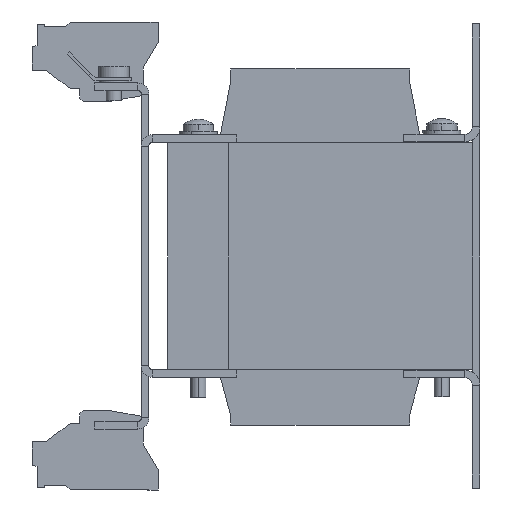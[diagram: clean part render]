
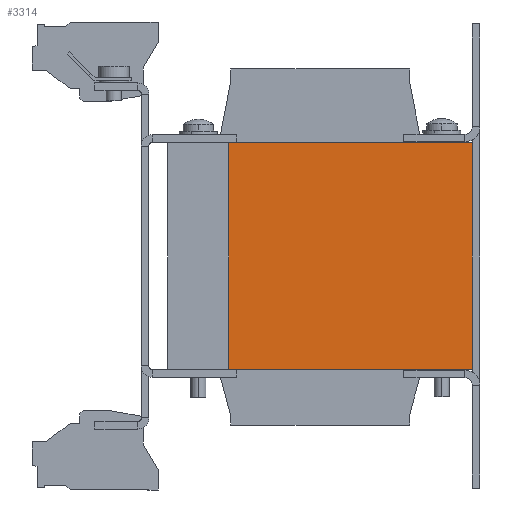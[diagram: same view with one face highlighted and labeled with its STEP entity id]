
A CAD part, left-side view. The second image highlights one B-rep face of the part: STEP entity #3314.
In plain terms, the highlighted planar face has unit normal (-1, 0, 0).
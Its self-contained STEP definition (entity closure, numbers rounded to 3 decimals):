
#140 = AXIS2_PLACEMENT_3D ( 'NONE', #761, #727, #7029 ) ;
#151 = EDGE_CURVE ( 'NONE', #4269, #2643, #2786, .T. ) ;
#279 = CARTESIAN_POINT ( 'NONE',  ( -48., 24., 29.75 ) ) ;
#352 = CARTESIAN_POINT ( 'NONE',  ( -48., -40., -29.75 ) ) ;
#378 = VECTOR ( 'NONE', #6492, 1000. ) ;
#493 = ORIENTED_EDGE ( 'NONE', *, *, #1570, .T. ) ;
#727 = DIRECTION ( 'NONE',  ( 1., 0., 0. ) ) ;
#761 = CARTESIAN_POINT ( 'NONE',  ( -48., 0., 29.75 ) ) ;
#1560 = VECTOR ( 'NONE', #3028, 1000. ) ;
#1570 = EDGE_CURVE ( 'NONE', #10408, #8006, #5143, .T. ) ;
#1711 = CARTESIAN_POINT ( 'NONE',  ( -48., 0., -29.75 ) ) ;
#2205 = VECTOR ( 'NONE', #8008, 1000. ) ;
#2643 = VERTEX_POINT ( 'NONE', #4581 ) ;
#2786 = LINE ( 'NONE', #9262, #378 ) ;
#3028 = DIRECTION ( 'NONE',  ( 0., 0., -1. ) ) ;
#3314 = ADVANCED_FACE ( 'NONE', ( #7335 ), #11593, .F. ) ;
#3653 = CARTESIAN_POINT ( 'NONE',  ( -48., 24., -29.75 ) ) ;
#3881 = CARTESIAN_POINT ( 'NONE',  ( -48., -40., 29.75 ) ) ;
#4077 = LINE ( 'NONE', #3881, #1560 ) ;
#4173 = VECTOR ( 'NONE', #7351, 1000. ) ;
#4269 = VERTEX_POINT ( 'NONE', #5185 ) ;
#4581 = CARTESIAN_POINT ( 'NONE',  ( -48., -40., 29.75 ) ) ;
#4662 = EDGE_CURVE ( 'NONE', #2643, #8006, #4077, .T. ) ;
#4841 = EDGE_LOOP ( 'NONE', ( #493, #10684, #10739, #9381 ) ) ;
#5143 = LINE ( 'NONE', #1711, #2205 ) ;
#5185 = CARTESIAN_POINT ( 'NONE',  ( -48., 24., 29.75 ) ) ;
#6492 = DIRECTION ( 'NONE',  ( 0., -1., 0. ) ) ;
#6556 = LINE ( 'NONE', #279, #4173 ) ;
#7029 = DIRECTION ( 'NONE',  ( 0., 0., -1. ) ) ;
#7335 = FACE_OUTER_BOUND ( 'NONE', #4841, .T. ) ;
#7351 = DIRECTION ( 'NONE',  ( 0., 0., -1. ) ) ;
#8006 = VERTEX_POINT ( 'NONE', #352 ) ;
#8008 = DIRECTION ( 'NONE',  ( 0., -1., 0. ) ) ;
#9262 = CARTESIAN_POINT ( 'NONE',  ( -48., 0., 29.75 ) ) ;
#9381 = ORIENTED_EDGE ( 'NONE', *, *, #11685, .T. ) ;
#10408 = VERTEX_POINT ( 'NONE', #3653 ) ;
#10684 = ORIENTED_EDGE ( 'NONE', *, *, #4662, .F. ) ;
#10739 = ORIENTED_EDGE ( 'NONE', *, *, #151, .F. ) ;
#11593 = PLANE ( 'NONE',  #140 ) ;
#11685 = EDGE_CURVE ( 'NONE', #4269, #10408, #6556, .T. ) ;
